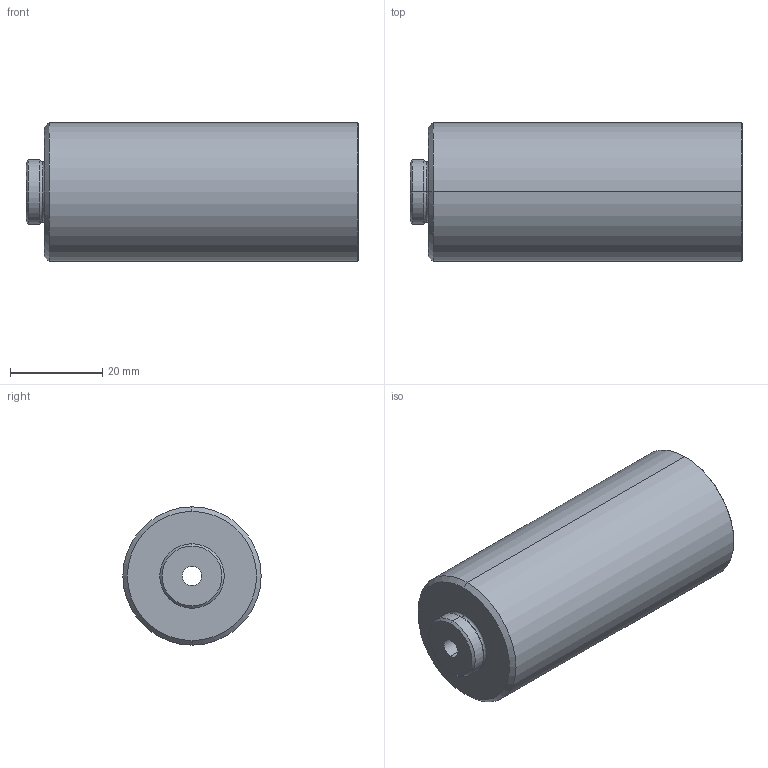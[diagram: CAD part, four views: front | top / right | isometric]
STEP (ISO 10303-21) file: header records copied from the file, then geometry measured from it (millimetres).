
FILE_DESCRIPTION (( 'STEP AP203' ), '1' );
FILE_NAME ('00221283.STEP', '2021-11-16T12:50:38', ( 'uesrf' ), ( '' ), 'SwSTEP 2.0', 'SolidWorks 2019', '' );
FILE_SCHEMA (( 'CONFIG_CONTROL_DESIGN' ));
Length unit declared in the file: millimetre
Products named in the file (1): 00221283
Bounding box: 72 x 30 x 30 mm (x, y, z)
Volume: 27083 mm3; surface area: 12628.4 mm2
Topology: 1 solids, 1 shells, 67 faces, 150 edges, 80 vertices
Faces by surface type: cylinder 28, cone 28, torus 6, plane 5
Entity records: 1823 total; most frequent: DIRECTION 348, CARTESIAN_POINT 282, ORIENTED_EDGE 268, AXIS2_PLACEMENT_3D 146, EDGE_CURVE 134, EDGE_LOOP 80, VERTEX_POINT 80, CIRCLE 78
